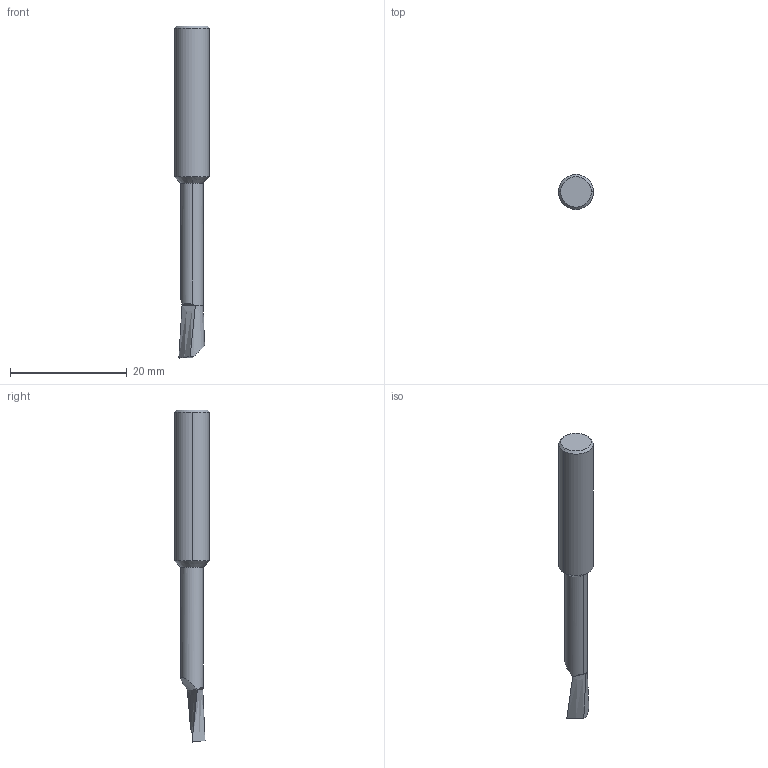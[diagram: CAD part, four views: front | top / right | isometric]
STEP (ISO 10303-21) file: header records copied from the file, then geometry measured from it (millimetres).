
FILE_DESCRIPTION (( 'STEP AP214' ), '1' );
FILE_NAME ('Micro_HBM-045030.STEP', '2021-09-03T21:52:56', ( '' ), ( '' ), 'SwSTEP 2.0', 'SolidWorks 2020', '' );
FILE_SCHEMA (( 'AUTOMOTIVE_DESIGN' ));
Length unit declared in the file: inch
Products named in the file (1): Micro_HBM-045030
Bounding box: 6 x 6 x 57 mm (x, y, z)
Volume: 1029.4 mm3; surface area: 882.2 mm2
Topology: 1 solids, 1 shells, 20 faces, 45 edges, 27 vertices
Faces by surface type: plane 7, cone 6, cylinder 4, bspline 3
Entity records: 1032 total; most frequent: CARTESIAN_POINT 595, ORIENTED_EDGE 90, DIRECTION 74, EDGE_CURVE 45, AXIS2_PLACEMENT_3D 32, VERTEX_POINT 27, ADVANCED_FACE 20, FACE_OUTER_BOUND 20
